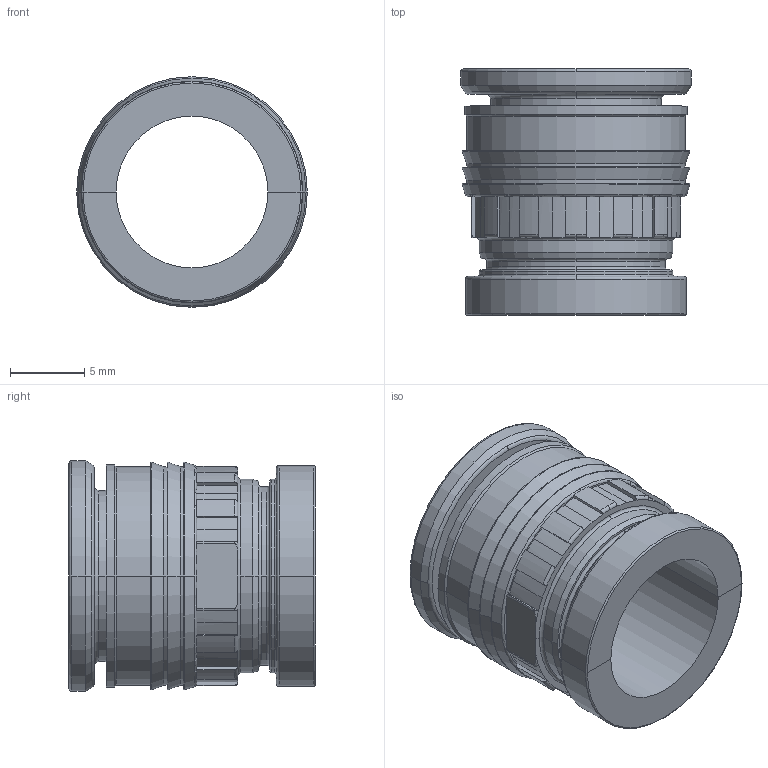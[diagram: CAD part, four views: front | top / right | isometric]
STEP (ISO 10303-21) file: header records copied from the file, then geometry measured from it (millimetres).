
FILE_DESCRIPTION(('STEP AP214'),'1');
FILE_NAME('3100_10_00.stp','2016-07-07T14:13:08',('TraceParts'),('TraceParts S.A.'),'Spatial InterOp 3D',' ',' ');
FILE_SCHEMA(('automotive_design'));
Length unit declared in the file: millimetre
Products named in the file (1): 1
Bounding box: 15.5 x 16.55 x 15.5 mm (x, y, z)
Volume: 1334.5 mm3; surface area: 1772.5 mm2
Topology: 1 solids, 1 shells, 185 faces, 492 edges, 314 vertices
Faces by surface type: cylinder 66, plane 61, torus 38, cone 12, revolution 8
Entity records: 6367 total; most frequent: CARTESIAN_POINT 1696, DIRECTION 1014, ORIENTED_EDGE 984, EDGE_CURVE 492, AXIS2_PLACEMENT_3D 420, VERTEX_POINT 314, CIRCLE 242, EDGE_LOOP 192
